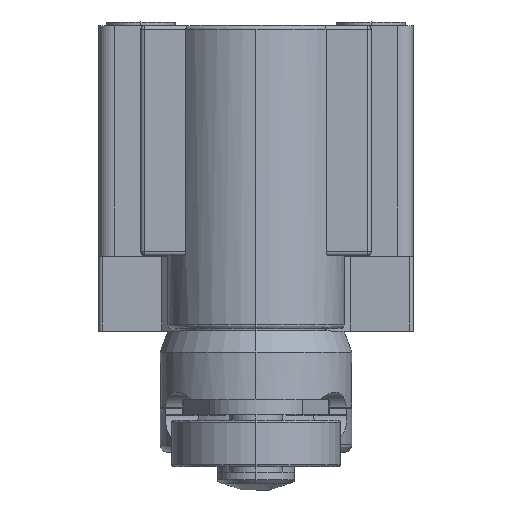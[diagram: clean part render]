
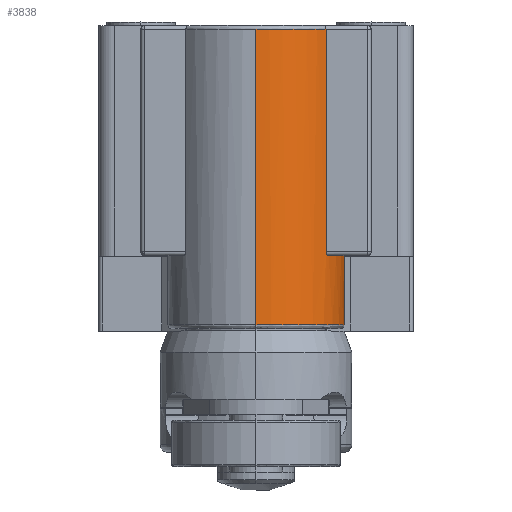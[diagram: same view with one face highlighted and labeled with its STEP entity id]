
A CAD part, top view. The second image highlights one B-rep face of the part: STEP entity #3838.
In plain terms, the highlighted cylindrical face has radius 11.5 mm (diameter 23 mm), a partial arc.
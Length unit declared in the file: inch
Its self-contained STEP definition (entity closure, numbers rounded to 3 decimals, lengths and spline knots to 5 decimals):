
#115 = VERTEX_POINT ( 'NONE', #5838 ) ;
#300 = ORIENTED_EDGE ( 'NONE', *, *, #2778, .T. ) ;
#343 = EDGE_CURVE ( 'NONE', #6218, #8273, #2096, .T. ) ;
#445 = ORIENTED_EDGE ( 'NONE', *, *, #7618, .T. ) ;
#528 = ORIENTED_EDGE ( 'NONE', *, *, #4077, .F. ) ;
#563 = CARTESIAN_POINT ( 'NONE',  ( 0.3735, -1.20079, 1.11417 ) ) ;
#714 = VERTEX_POINT ( 'NONE', #10920 ) ;
#738 = VECTOR ( 'NONE', #10218, 39.37008 ) ;
#968 = VERTEX_POINT ( 'NONE', #9215 ) ;
#1132 = ORIENTED_EDGE ( 'NONE', *, *, #11800, .T. ) ;
#1250 = CARTESIAN_POINT ( 'NONE',  ( 0., -1.20079, 0.85827 ) ) ;
#1484 = CARTESIAN_POINT ( 'NONE',  ( 0., -1.55512, 0.85827 ) ) ;
#1494 = CARTESIAN_POINT ( 'NONE',  ( 0.35973, -1.18686, 1.1332 ) ) ;
#1703 = VECTOR ( 'NONE', #9036, 39.37008 ) ;
#1852 = DIRECTION ( 'NONE',  ( 0., -1., 0. ) ) ;
#2024 = LINE ( 'NONE', #7146, #1703 ) ;
#2096 = B_SPLINE_CURVE_WITH_KNOTS ( 'NONE', 3,
 ( #7274, #6399, #1494, #9445, #12245, #9275, #6436, #563 ),
 .UNSPECIFIED., .F., .F.,
 ( 4, 2, 2, 4 ),
 ( 0., 0.00022, 0.00044, 0.00087 ),
 .UNSPECIFIED. ) ;
#2219 = DIRECTION ( 'NONE',  ( 0., 0., -1. ) ) ;
#2425 = CIRCLE ( 'NONE', #4484, 0.45276 ) ;
#2529 = CARTESIAN_POINT ( 'NONE',  ( 0.35922, -0.03937, 1.13386 ) ) ;
#2778 = EDGE_CURVE ( 'NONE', #3952, #968, #5939, .T. ) ;
#3325 = DIRECTION ( 'NONE',  ( 0., -1., 0. ) ) ;
#3407 = AXIS2_PLACEMENT_3D ( 'NONE', #4728, #1852, #5699 ) ;
#3413 = EDGE_CURVE ( 'NONE', #6218, #5986, #9058, .T. ) ;
#3663 = DIRECTION ( 'NONE',  ( 0., 0., -1. ) ) ;
#3838 = ADVANCED_FACE ( 'NONE', ( #7259 ), #6497, .T. ) ;
#3952 = VERTEX_POINT ( 'NONE', #9871 ) ;
#4077 = EDGE_CURVE ( 'NONE', #115, #714, #2024, .T. ) ;
#4484 = AXIS2_PLACEMENT_3D ( 'NONE', #1484, #10282, #12232 ) ;
#4728 = CARTESIAN_POINT ( 'NONE',  ( 0., -0.01969, 0.85827 ) ) ;
#4808 = AXIS2_PLACEMENT_3D ( 'NONE', #9550, #8496, #3663 ) ;
#5119 = ORIENTED_EDGE ( 'NONE', *, *, #3413, .T. ) ;
#5174 = ORIENTED_EDGE ( 'NONE', *, *, #7135, .T. ) ;
#5274 = CARTESIAN_POINT ( 'NONE',  ( 0., -0.01969, 1.31102 ) ) ;
#5275 = EDGE_LOOP ( 'NONE', ( #1132, #300, #5174, #528, #445, #9829, #5119 ) ) ;
#5591 = CIRCLE ( 'NONE', #6821, 0.45276 ) ;
#5699 = DIRECTION ( 'NONE',  ( 0., 0., -1. ) ) ;
#5838 = CARTESIAN_POINT ( 'NONE',  ( 0., -1.20079, 0.40551 ) ) ;
#5939 = LINE ( 'NONE', #5274, #738 ) ;
#5986 = VERTEX_POINT ( 'NONE', #2529 ) ;
#6218 = VERTEX_POINT ( 'NONE', #11035 ) ;
#6399 = CARTESIAN_POINT ( 'NONE',  ( 0.35922, -1.18402, 1.13386 ) ) ;
#6404 = CARTESIAN_POINT ( 'NONE',  ( 0.3735, -1.20079, 1.11417 ) ) ;
#6436 = CARTESIAN_POINT ( 'NONE',  ( 0.37022, -1.20079, 1.11896 ) ) ;
#6497 = CYLINDRICAL_SURFACE ( 'NONE', #3407, 0.45276 ) ;
#6821 = AXIS2_PLACEMENT_3D ( 'NONE', #1250, #3325, #2219 ) ;
#7022 = DIRECTION ( 'NONE',  ( 0., 1., 0. ) ) ;
#7135 = EDGE_CURVE ( 'NONE', #968, #714, #2425, .T. ) ;
#7146 = CARTESIAN_POINT ( 'NONE',  ( 0., -0.01969, 0.40551 ) ) ;
#7259 = FACE_OUTER_BOUND ( 'NONE', #5275, .T. ) ;
#7274 = CARTESIAN_POINT ( 'NONE',  ( 0.35922, -1.1811, 1.13386 ) ) ;
#7618 = EDGE_CURVE ( 'NONE', #115, #8273, #5591, .T. ) ;
#8273 = VERTEX_POINT ( 'NONE', #6404 ) ;
#8442 = VECTOR ( 'NONE', #7022, 39.37008 ) ;
#8496 = DIRECTION ( 'NONE',  ( 0., -1., 0. ) ) ;
#9036 = DIRECTION ( 'NONE',  ( 0., -1., 0. ) ) ;
#9058 = LINE ( 'NONE', #10982, #8442 ) ;
#9215 = CARTESIAN_POINT ( 'NONE',  ( 0., -1.55512, 1.31102 ) ) ;
#9275 = CARTESIAN_POINT ( 'NONE',  ( 0.36687, -1.1991, 1.12363 ) ) ;
#9445 = CARTESIAN_POINT ( 'NONE',  ( 0.36147, -1.19183, 1.1309 ) ) ;
#9550 = CARTESIAN_POINT ( 'NONE',  ( 0., -0.03937, 0.85827 ) ) ;
#9829 = ORIENTED_EDGE ( 'NONE', *, *, #343, .F. ) ;
#9871 = CARTESIAN_POINT ( 'NONE',  ( 0., -0.03937, 1.31102 ) ) ;
#10218 = DIRECTION ( 'NONE',  ( 0., -1., 0. ) ) ;
#10282 = DIRECTION ( 'NONE',  ( 0., 1., 0. ) ) ;
#10920 = CARTESIAN_POINT ( 'NONE',  ( 0., -1.55512, 0.40551 ) ) ;
#10982 = CARTESIAN_POINT ( 'NONE',  ( 0.35922, -0.01969, 1.13386 ) ) ;
#11035 = CARTESIAN_POINT ( 'NONE',  ( 0.35922, -1.1811, 1.13386 ) ) ;
#11784 = CIRCLE ( 'NONE', #4808, 0.45276 ) ;
#11800 = EDGE_CURVE ( 'NONE', #5986, #3952, #11784, .T. ) ;
#12232 = DIRECTION ( 'NONE',  ( 0., 0., -1. ) ) ;
#12245 = CARTESIAN_POINT ( 'NONE',  ( 0.36269, -1.19397, 1.12928 ) ) ;
